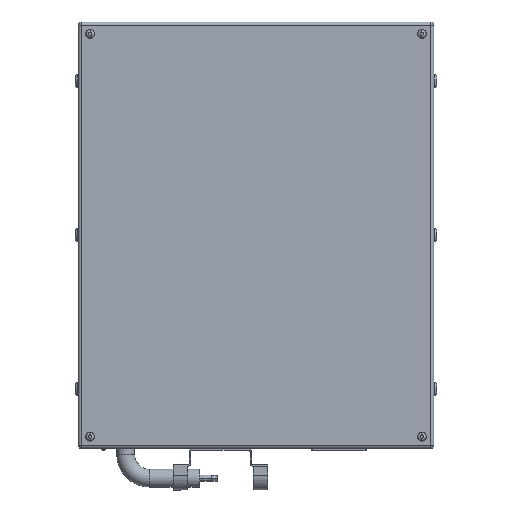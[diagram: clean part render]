
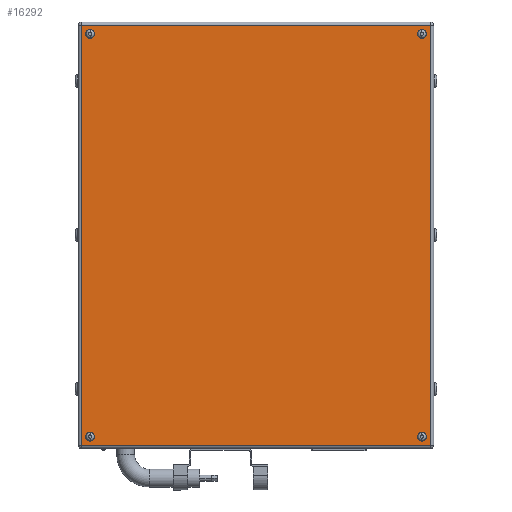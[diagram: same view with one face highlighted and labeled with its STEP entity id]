
A CAD part, front view. The second image highlights one B-rep face of the part: STEP entity #16292.
In plain terms, the highlighted planar face has unit normal (0, -1, 0).
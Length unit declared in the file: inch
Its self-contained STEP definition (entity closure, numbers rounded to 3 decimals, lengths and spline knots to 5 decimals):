
#137 = DIRECTION ( 'NONE',  ( 0., 0., -1. ) ) ;
#152 = CARTESIAN_POINT ( 'NONE',  ( 14.734, -10.5, 17.734 ) ) ;
#302 = CIRCLE ( 'NONE', #11796, 0.37402 ) ;
#418 = CIRCLE ( 'NONE', #16207, 0.37402 ) ;
#503 = FACE_BOUND ( 'NONE', #9003, .T. ) ;
#532 = VERTEX_POINT ( 'NONE', #18542 ) ;
#924 = LINE ( 'NONE', #11848, #3946 ) ;
#1091 = ORIENTED_EDGE ( 'NONE', *, *, #13298, .F. ) ;
#1163 = CARTESIAN_POINT ( 'NONE',  ( 14., -10.5, 17. ) ) ;
#1779 = DIRECTION ( 'NONE',  ( 0., 0., -1. ) ) ;
#1866 = CARTESIAN_POINT ( 'NONE',  ( 14., -10.5, -17. ) ) ;
#2081 = ORIENTED_EDGE ( 'NONE', *, *, #4521, .T. ) ;
#2275 = VERTEX_POINT ( 'NONE', #18898 ) ;
#2391 = VERTEX_POINT ( 'NONE', #17327 ) ;
#2439 = EDGE_LOOP ( 'NONE', ( #13955, #9499 ) ) ;
#2923 = CARTESIAN_POINT ( 'NONE',  ( -14., -10.5, 17. ) ) ;
#3217 = EDGE_CURVE ( 'NONE', #2275, #2391, #8926, .T. ) ;
#3374 = CIRCLE ( 'NONE', #7977, 0.37402 ) ;
#3390 = CIRCLE ( 'NONE', #16916, 0.37402 ) ;
#3404 = DIRECTION ( 'NONE',  ( 0., 0., 1. ) ) ;
#3494 = VECTOR ( 'NONE', #3404, 39.37008 ) ;
#3510 = CARTESIAN_POINT ( 'NONE',  ( 14.734, -10.5, 17.734 ) ) ;
#3585 = FACE_BOUND ( 'NONE', #8243, .T. ) ;
#3775 = FACE_BOUND ( 'NONE', #14643, .T. ) ;
#3946 = VECTOR ( 'NONE', #18170, 39.37008 ) ;
#4344 = DIRECTION ( 'NONE',  ( 0., -1., 0. ) ) ;
#4521 = EDGE_CURVE ( 'NONE', #2391, #11026, #4854, .T. ) ;
#4762 = DIRECTION ( 'NONE',  ( 1., 0., 0. ) ) ;
#4854 = LINE ( 'NONE', #18921, #8032 ) ;
#5365 = EDGE_CURVE ( 'NONE', #13712, #7724, #302, .T. ) ;
#5453 = EDGE_LOOP ( 'NONE', ( #12318, #12781, #10262, #2081 ) ) ;
#5530 = EDGE_CURVE ( 'NONE', #19445, #2275, #924, .T. ) ;
#5772 = EDGE_CURVE ( 'NONE', #10066, #11121, #11819, .T. ) ;
#5925 = ORIENTED_EDGE ( 'NONE', *, *, #6050, .F. ) ;
#6050 = EDGE_CURVE ( 'NONE', #18113, #8950, #3374, .T. ) ;
#6181 = CARTESIAN_POINT ( 'NONE',  ( 14., -10.5, -17.37402 ) ) ;
#6188 = EDGE_CURVE ( 'NONE', #11121, #10066, #3390, .T. ) ;
#6315 = DIRECTION ( 'NONE',  ( 0., -1., 0. ) ) ;
#6325 = ORIENTED_EDGE ( 'NONE', *, *, #5365, .F. ) ;
#6711 = CARTESIAN_POINT ( 'NONE',  ( 14.734, -10.5, -17.734 ) ) ;
#7565 = DIRECTION ( 'NONE',  ( 0., 0., -1. ) ) ;
#7724 = VERTEX_POINT ( 'NONE', #14753 ) ;
#7977 = AXIS2_PLACEMENT_3D ( 'NONE', #1163, #19820, #20122 ) ;
#8032 = VECTOR ( 'NONE', #4762, 39.37008 ) ;
#8204 = AXIS2_PLACEMENT_3D ( 'NONE', #15797, #17675, #1779 ) ;
#8243 = EDGE_LOOP ( 'NONE', ( #6325, #12095 ) ) ;
#8594 = FACE_OUTER_BOUND ( 'NONE', #5453, .T. ) ;
#8599 = EDGE_CURVE ( 'NONE', #11026, #19445, #9564, .T. ) ;
#8895 = CARTESIAN_POINT ( 'NONE',  ( 0., -10.5, 0. ) ) ;
#8926 = LINE ( 'NONE', #15456, #12422 ) ;
#8950 = VERTEX_POINT ( 'NONE', #11709 ) ;
#9003 = EDGE_LOOP ( 'NONE', ( #9491, #1091 ) ) ;
#9105 = CARTESIAN_POINT ( 'NONE',  ( 14., -10.5, 17. ) ) ;
#9127 = AXIS2_PLACEMENT_3D ( 'NONE', #2923, #16996, #18543 ) ;
#9491 = ORIENTED_EDGE ( 'NONE', *, *, #10022, .F. ) ;
#9499 = ORIENTED_EDGE ( 'NONE', *, *, #5772, .F. ) ;
#9564 = LINE ( 'NONE', #3510, #3494 ) ;
#10022 = EDGE_CURVE ( 'NONE', #532, #18445, #16465, .T. ) ;
#10040 = FACE_BOUND ( 'NONE', #2439, .T. ) ;
#10066 = VERTEX_POINT ( 'NONE', #12155 ) ;
#10262 = ORIENTED_EDGE ( 'NONE', *, *, #3217, .T. ) ;
#10658 = DIRECTION ( 'NONE',  ( 0., 0., -1. ) ) ;
#10855 = DIRECTION ( 'NONE',  ( 0., -1., 0. ) ) ;
#10931 = CARTESIAN_POINT ( 'NONE',  ( -14., -10.5, 17.37402 ) ) ;
#11026 = VERTEX_POINT ( 'NONE', #6711 ) ;
#11121 = VERTEX_POINT ( 'NONE', #18087 ) ;
#11709 = CARTESIAN_POINT ( 'NONE',  ( 14., -10.5, 17.37402 ) ) ;
#11796 = AXIS2_PLACEMENT_3D ( 'NONE', #17032, #18276, #16629 ) ;
#11819 = CIRCLE ( 'NONE', #15780, 0.37402 ) ;
#11848 = CARTESIAN_POINT ( 'NONE',  ( -14.734, -10.5, 17.734 ) ) ;
#12095 = ORIENTED_EDGE ( 'NONE', *, *, #15525, .F. ) ;
#12155 = CARTESIAN_POINT ( 'NONE',  ( -14., -10.5, -17.37402 ) ) ;
#12223 = DIRECTION ( 'NONE',  ( 0., -1., 0. ) ) ;
#12244 = DIRECTION ( 'NONE',  ( 0., -1., 0. ) ) ;
#12318 = ORIENTED_EDGE ( 'NONE', *, *, #8599, .T. ) ;
#12422 = VECTOR ( 'NONE', #15254, 39.37008 ) ;
#12540 = AXIS2_PLACEMENT_3D ( 'NONE', #8895, #12223, #10658 ) ;
#12781 = ORIENTED_EDGE ( 'NONE', *, *, #5530, .T. ) ;
#12841 = AXIS2_PLACEMENT_3D ( 'NONE', #9105, #10855, #7565 ) ;
#13005 = EDGE_CURVE ( 'NONE', #8950, #18113, #13857, .T. ) ;
#13298 = EDGE_CURVE ( 'NONE', #18445, #532, #418, .T. ) ;
#13712 = VERTEX_POINT ( 'NONE', #10931 ) ;
#13857 = CIRCLE ( 'NONE', #12841, 0.37402 ) ;
#13955 = ORIENTED_EDGE ( 'NONE', *, *, #6188, .F. ) ;
#14643 = EDGE_LOOP ( 'NONE', ( #15684, #5925 ) ) ;
#14753 = CARTESIAN_POINT ( 'NONE',  ( -14., -10.5, 16.62598 ) ) ;
#15254 = DIRECTION ( 'NONE',  ( 0., 0., -1. ) ) ;
#15456 = CARTESIAN_POINT ( 'NONE',  ( -14.734, -10.5, -17.734 ) ) ;
#15525 = EDGE_CURVE ( 'NONE', #7724, #13712, #16409, .T. ) ;
#15684 = ORIENTED_EDGE ( 'NONE', *, *, #13005, .F. ) ;
#15780 = AXIS2_PLACEMENT_3D ( 'NONE', #18452, #12244, #20069 ) ;
#15797 = CARTESIAN_POINT ( 'NONE',  ( 14., -10.5, -17. ) ) ;
#16207 = AXIS2_PLACEMENT_3D ( 'NONE', #1866, #6315, #17763 ) ;
#16292 = ADVANCED_FACE ( 'NONE', ( #3775, #3585, #503, #10040, #8594 ), #19359, .T. ) ;
#16409 = CIRCLE ( 'NONE', #9127, 0.37402 ) ;
#16465 = CIRCLE ( 'NONE', #8204, 0.37402 ) ;
#16629 = DIRECTION ( 'NONE',  ( 0., 0., -1. ) ) ;
#16916 = AXIS2_PLACEMENT_3D ( 'NONE', #18503, #4344, #137 ) ;
#16996 = DIRECTION ( 'NONE',  ( 0., -1., 0. ) ) ;
#17032 = CARTESIAN_POINT ( 'NONE',  ( -14., -10.5, 17. ) ) ;
#17327 = CARTESIAN_POINT ( 'NONE',  ( -14.734, -10.5, -17.734 ) ) ;
#17675 = DIRECTION ( 'NONE',  ( 0., -1., 0. ) ) ;
#17763 = DIRECTION ( 'NONE',  ( 0., 0., -1. ) ) ;
#18087 = CARTESIAN_POINT ( 'NONE',  ( -14., -10.5, -16.62598 ) ) ;
#18113 = VERTEX_POINT ( 'NONE', #18424 ) ;
#18170 = DIRECTION ( 'NONE',  ( -1., 0., 0. ) ) ;
#18276 = DIRECTION ( 'NONE',  ( 0., -1., 0. ) ) ;
#18424 = CARTESIAN_POINT ( 'NONE',  ( 14., -10.5, 16.62598 ) ) ;
#18445 = VERTEX_POINT ( 'NONE', #6181 ) ;
#18452 = CARTESIAN_POINT ( 'NONE',  ( -14., -10.5, -17. ) ) ;
#18503 = CARTESIAN_POINT ( 'NONE',  ( -14., -10.5, -17. ) ) ;
#18542 = CARTESIAN_POINT ( 'NONE',  ( 14., -10.5, -16.62598 ) ) ;
#18543 = DIRECTION ( 'NONE',  ( 0., 0., -1. ) ) ;
#18898 = CARTESIAN_POINT ( 'NONE',  ( -14.734, -10.5, 17.734 ) ) ;
#18921 = CARTESIAN_POINT ( 'NONE',  ( 14.734, -10.5, -17.734 ) ) ;
#19359 = PLANE ( 'NONE',  #12540 ) ;
#19445 = VERTEX_POINT ( 'NONE', #152 ) ;
#19820 = DIRECTION ( 'NONE',  ( 0., -1., 0. ) ) ;
#20069 = DIRECTION ( 'NONE',  ( 0., 0., -1. ) ) ;
#20122 = DIRECTION ( 'NONE',  ( 0., 0., -1. ) ) ;
